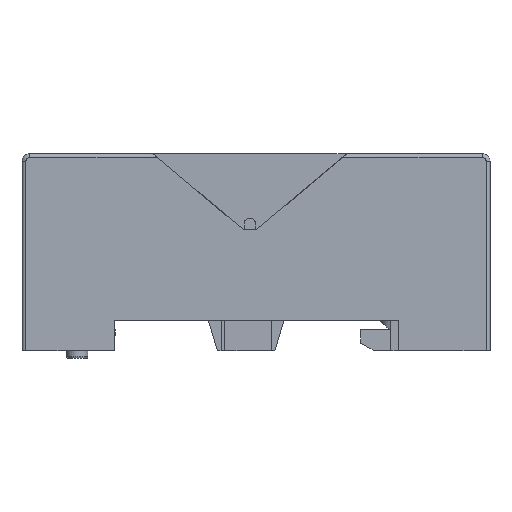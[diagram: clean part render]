
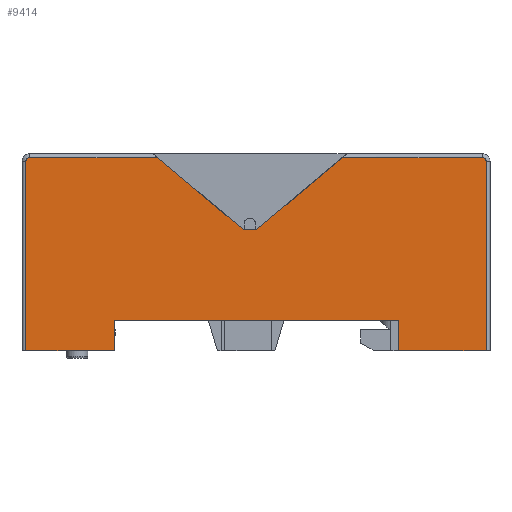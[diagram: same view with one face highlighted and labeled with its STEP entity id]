
A CAD part, left-side view. The second image highlights one B-rep face of the part: STEP entity #9414.
In plain terms, the highlighted planar face has unit normal (-1, 0, 0).
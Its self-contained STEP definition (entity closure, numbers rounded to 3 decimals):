
#611=CIRCLE('',#10135,0.5);
#630=CIRCLE('',#10294,0.5);
#1157=FACE_OUTER_BOUND('',#1853,.T.);
#1853=EDGE_LOOP('',(#8219,#8220,#8221,#8222,#8223,#8224,#8225,#8226,#8227,
#8228,#8229,#8230,#8231,#8232));
#2376=LINE('',#14524,#3320);
#2566=LINE('',#15106,#3510);
#2629=LINE('',#15273,#3573);
#2636=LINE('',#15290,#3580);
#2638=LINE('',#15303,#3582);
#2639=LINE('',#15307,#3583);
#2699=LINE('',#15535,#3643);
#2719=LINE('',#15580,#3663);
#2723=LINE('',#15588,#3667);
#2773=LINE('',#15693,#3717);
#2774=LINE('',#15697,#3718);
#2775=LINE('',#15698,#3719);
#3320=VECTOR('',#11843,1.);
#3510=VECTOR('',#12353,1.);
#3573=VECTOR('',#12526,1.);
#3580=VECTOR('',#12541,1.);
#3582=VECTOR('',#12557,1.);
#3583=VECTOR('',#12562,1.);
#3643=VECTOR('',#12734,1.);
#3663=VECTOR('',#12784,1.);
#3667=VECTOR('',#12794,1.);
#3717=VECTOR('',#12892,1.);
#3718=VECTOR('',#12895,1.);
#3719=VECTOR('',#12896,1.);
#4242=VERTEX_POINT('',#14521);
#4243=VERTEX_POINT('',#14523);
#4474=VERTEX_POINT('',#15103);
#4475=VERTEX_POINT('',#15105);
#4479=VERTEX_POINT('',#15135);
#4505=VERTEX_POINT('',#15270);
#4506=VERTEX_POINT('',#15272);
#4512=VERTEX_POINT('',#15288);
#4517=VERTEX_POINT('',#15305);
#4556=VERTEX_POINT('',#15534);
#4566=VERTEX_POINT('',#15578);
#4598=VERTEX_POINT('',#15692);
#4599=VERTEX_POINT('',#15694);
#4600=VERTEX_POINT('',#15696);
#5323=EDGE_CURVE('',#4242,#4243,#2376,.T.);
#5587=EDGE_CURVE('',#4475,#4474,#2566,.T.);
#5595=EDGE_CURVE('',#4474,#4479,#611,.T.);
#5660=EDGE_CURVE('',#4505,#4506,#2629,.T.);
#5669=EDGE_CURVE('',#4479,#4512,#2636,.T.);
#5675=EDGE_CURVE('',#4506,#4512,#2638,.T.);
#5677=EDGE_CURVE('',#4517,#4505,#2639,.T.);
#5754=EDGE_CURVE('',#4243,#4556,#2699,.T.);
#5774=EDGE_CURVE('',#4566,#4242,#2719,.T.);
#5778=EDGE_CURVE('',#4566,#4475,#2723,.T.);
#5832=EDGE_CURVE('',#4517,#4598,#2773,.T.);
#5833=EDGE_CURVE('',#4598,#4599,#630,.T.);
#5834=EDGE_CURVE('',#4599,#4600,#2774,.T.);
#5835=EDGE_CURVE('',#4600,#4556,#2775,.T.);
#8219=ORIENTED_EDGE('',*,*,#5832,.T.);
#8220=ORIENTED_EDGE('',*,*,#5833,.T.);
#8221=ORIENTED_EDGE('',*,*,#5834,.T.);
#8222=ORIENTED_EDGE('',*,*,#5835,.T.);
#8223=ORIENTED_EDGE('',*,*,#5754,.F.);
#8224=ORIENTED_EDGE('',*,*,#5323,.F.);
#8225=ORIENTED_EDGE('',*,*,#5774,.F.);
#8226=ORIENTED_EDGE('',*,*,#5778,.T.);
#8227=ORIENTED_EDGE('',*,*,#5587,.T.);
#8228=ORIENTED_EDGE('',*,*,#5595,.T.);
#8229=ORIENTED_EDGE('',*,*,#5669,.T.);
#8230=ORIENTED_EDGE('',*,*,#5675,.F.);
#8231=ORIENTED_EDGE('',*,*,#5660,.F.);
#8232=ORIENTED_EDGE('',*,*,#5677,.F.);
#8863=PLANE('',#10293);
#9414=ADVANCED_FACE('',(#1157),#8863,.T.);
#10135=AXIS2_PLACEMENT_3D('',#15137,#12369,#12370);
#10293=AXIS2_PLACEMENT_3D('',#15691,#12890,#12891);
#10294=AXIS2_PLACEMENT_3D('',#15695,#12893,#12894);
#11843=DIRECTION('',(0.,1.,0.));
#12353=DIRECTION('',(0.,0.,1.));
#12369=DIRECTION('center_axis',(-1.,0.,0.));
#12370=DIRECTION('ref_axis',(0.,0.,
-1.));
#12526=DIRECTION('',(0.,-1.,0.));
#12541=DIRECTION('',(0.,1.,0.));
#12557=DIRECTION('',(0.,-0.766,0.643));
#12562=DIRECTION('',(0.,-0.766,-0.643));
#12734=DIRECTION('',(0.,0.,-1.));
#12784=DIRECTION('',(0.,0.,1.));
#12794=DIRECTION('',(0.,-1.,0.));
#12890=DIRECTION('center_axis',(-1.,0.,0.));
#12891=DIRECTION('ref_axis',(0.,0.,
1.));
#12892=DIRECTION('',(0.,1.,0.));
#12893=DIRECTION('center_axis',(-1.,0.,0.));
#12894=DIRECTION('ref_axis',(0.,0.,
-1.));
#12895=DIRECTION('',(0.,0.,-1.));
#12896=DIRECTION('',(0.,-1.,0.));
#14521=CARTESIAN_POINT('',(0.,-19.3,4.));
#14523=CARTESIAN_POINT('',(0.,18.2,4.));
#14524=CARTESIAN_POINT('',(0.,0.3,4.));
#15103=CARTESIAN_POINT('',(0.,-30.9,25.));
#15105=CARTESIAN_POINT('',(0.,-30.9,0.));
#15106=CARTESIAN_POINT('',(0.,-30.9,26.));
#15135=CARTESIAN_POINT('',(0.,-30.4,25.5));
#15137=CARTESIAN_POINT('Origin',(0.,-30.4,25.));
#15270=CARTESIAN_POINT('',(0.,1.2,16.));
#15272=CARTESIAN_POINT('',(0.,-0.6,16.));
#15273=CARTESIAN_POINT('',(0.,1.2,16.));
#15288=CARTESIAN_POINT('',(0.,-11.922,25.5));
#15290=CARTESIAN_POINT('',(0.,-0.5,25.5));
#15303=CARTESIAN_POINT('',(0.,-0.6,16.));
#15305=CARTESIAN_POINT('',(0.,12.522,25.5));
#15307=CARTESIAN_POINT('',(0.,13.118,26.));
#15534=CARTESIAN_POINT('',(0.,18.2,0.));
#15535=CARTESIAN_POINT('',(0.,18.2,26.));
#15578=CARTESIAN_POINT('',(0.,-19.3,0.));
#15580=CARTESIAN_POINT('',(0.,-19.3,26.));
#15588=CARTESIAN_POINT('',(0.,-0.5,0.));
#15691=CARTESIAN_POINT('Origin',(0.,-0.5,26.));
#15692=CARTESIAN_POINT('',(0.,29.4,25.5));
#15693=CARTESIAN_POINT('',(0.,-0.5,25.5));
#15694=CARTESIAN_POINT('',(0.,29.9,25.));
#15695=CARTESIAN_POINT('Origin',(0.,29.4,25.));
#15696=CARTESIAN_POINT('',(0.,29.9,0.));
#15697=CARTESIAN_POINT('',(0.,29.9,26.));
#15698=CARTESIAN_POINT('',(0.,0.3,0.));
